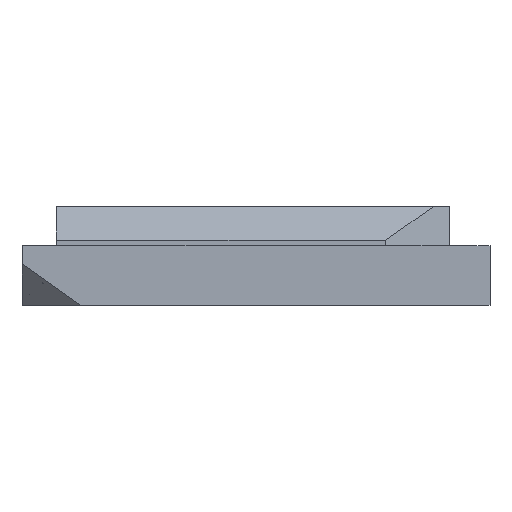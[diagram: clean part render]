
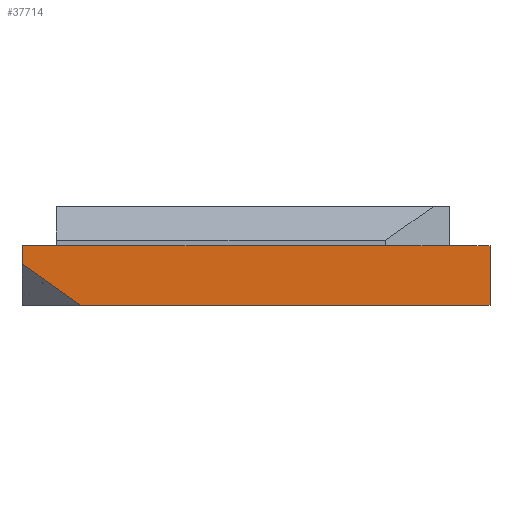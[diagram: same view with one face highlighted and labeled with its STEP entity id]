
A CAD part, left-side view. The second image highlights one B-rep face of the part: STEP entity #37714.
In plain terms, the highlighted planar face has unit normal (-1, 0, 0).
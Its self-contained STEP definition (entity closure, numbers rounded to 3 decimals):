
#71 = PLANE('',#72);
#72 = AXIS2_PLACEMENT_3D('',#73,#74,#75);
#73 = CARTESIAN_POINT('',(-1.04,-1.379,0.));
#74 = DIRECTION('',(-0.,-0.,-1.));
#75 = DIRECTION('',(-1.,0.,0.));
#10880 = PLANE('',#10881);
#10881 = AXIS2_PLACEMENT_3D('',#10882,#10883,#10884);
#10882 = CARTESIAN_POINT('',(-31.091,24.825,
    16.001));
#10883 = DIRECTION('',(0.,0.,1.));
#10884 = DIRECTION('',(1.,0.,0.));
#19578 = PLANE('',#19579);
#19579 = AXIS2_PLACEMENT_3D('',#19580,#19581,#19582);
#19580 = CARTESIAN_POINT('',(-4.03,-62.746,
    4.364));
#19581 = DIRECTION('',(0.,-1.,0.));
#19582 = DIRECTION('',(0.,0.,-1.));
#23819 = PLANE('',#23820);
#23820 = AXIS2_PLACEMENT_3D('',#23821,#23822,#23823);
#23821 = CARTESIAN_POINT('',(-0.059,62.746,
    8.405));
#23822 = DIRECTION('',(0.,1.,0.));
#23823 = DIRECTION('',(0.,0.,1.));
#24136 = VERTEX_POINT('',#24137);
#24137 = CARTESIAN_POINT('',(-55.99,62.746,
    16.001));
#24158 = EDGE_CURVE('',#24159,#24136,#24161,.T.);
#24159 = VERTEX_POINT('',#24160);
#24160 = CARTESIAN_POINT('',(-55.99,-62.746,
    16.001));
#24161 = SURFACE_CURVE('',#24162,(#24166,#24173),.PCURVE_S1.);
#24162 = LINE('',#24163,#24164);
#24163 = CARTESIAN_POINT('',(-55.99,57.344,
    16.001));
#24164 = VECTOR('',#24165,1.);
#24165 = DIRECTION('',(0.,1.,0.));
#24166 = PCURVE('',#10880,#24167);
#24167 = DEFINITIONAL_REPRESENTATION('',(#24168),#24172);
#24168 = LINE('',#24169,#24170);
#24169 = CARTESIAN_POINT('',(-24.899,32.519));
#24170 = VECTOR('',#24171,1.);
#24171 = DIRECTION('',(0.,1.));
#24172 = ( GEOMETRIC_REPRESENTATION_CONTEXT(2) 
PARAMETRIC_REPRESENTATION_CONTEXT() REPRESENTATION_CONTEXT('2D SPACE',''
  ) );
#24173 = PCURVE('',#24174,#24179);
#24174 = PLANE('',#24175);
#24175 = AXIS2_PLACEMENT_3D('',#24176,#24177,#24178);
#24176 = CARTESIAN_POINT('',(-55.99,-1.833,
    8.386));
#24177 = DIRECTION('',(-1.,-0.,-0.));
#24178 = DIRECTION('',(0.,0.,-1.));
#24179 = DEFINITIONAL_REPRESENTATION('',(#24180),#24184);
#24180 = LINE('',#24181,#24182);
#24181 = CARTESIAN_POINT('',(-7.615,-59.177));
#24182 = VECTOR('',#24183,1.);
#24183 = DIRECTION('',(0.,-1.));
#24184 = ( GEOMETRIC_REPRESENTATION_CONTEXT(2) 
PARAMETRIC_REPRESENTATION_CONTEXT() REPRESENTATION_CONTEXT('2D SPACE',''
  ) );
#33602 = EDGE_CURVE('',#33603,#24159,#33605,.T.);
#33603 = VERTEX_POINT('',#33604);
#33604 = CARTESIAN_POINT('',(-55.99,-62.746,0.));
#33605 = SURFACE_CURVE('',#33606,(#33610,#33617),.PCURVE_S1.);
#33606 = LINE('',#33607,#33608);
#33607 = CARTESIAN_POINT('',(-55.99,-62.746,0.));
#33608 = VECTOR('',#33609,1.);
#33609 = DIRECTION('',(0.,0.,1.));
#33610 = PCURVE('',#19578,#33611);
#33611 = DEFINITIONAL_REPRESENTATION('',(#33612),#33616);
#33612 = LINE('',#33613,#33614);
#33613 = CARTESIAN_POINT('',(4.364,-51.96));
#33614 = VECTOR('',#33615,1.);
#33615 = DIRECTION('',(-1.,0.));
#33616 = ( GEOMETRIC_REPRESENTATION_CONTEXT(2) 
PARAMETRIC_REPRESENTATION_CONTEXT() REPRESENTATION_CONTEXT('2D SPACE',''
  ) );
#33617 = PCURVE('',#24174,#33618);
#33618 = DEFINITIONAL_REPRESENTATION('',(#33619),#33623);
#33619 = LINE('',#33620,#33621);
#33620 = CARTESIAN_POINT('',(8.386,60.913));
#33621 = VECTOR('',#33622,1.);
#33622 = DIRECTION('',(-1.,0.));
#33623 = ( GEOMETRIC_REPRESENTATION_CONTEXT(2) 
PARAMETRIC_REPRESENTATION_CONTEXT() REPRESENTATION_CONTEXT('2D SPACE',''
  ) );
#37714 = ADVANCED_FACE('',(#37715),#24174,.T.);
#37715 = FACE_BOUND('',#37716,.T.);
#37716 = EDGE_LOOP('',(#37717,#37718,#37719,#37742,#37769));
#37717 = ORIENTED_EDGE('',*,*,#33602,.T.);
#37718 = ORIENTED_EDGE('',*,*,#24158,.T.);
#37719 = ORIENTED_EDGE('',*,*,#37720,.T.);
#37720 = EDGE_CURVE('',#24136,#37721,#37723,.T.);
#37721 = VERTEX_POINT('',#37722);
#37722 = CARTESIAN_POINT('',(-55.99,62.746,
    11.143));
#37723 = SURFACE_CURVE('',#37724,(#37728,#37735),.PCURVE_S1.);
#37724 = LINE('',#37725,#37726);
#37725 = CARTESIAN_POINT('',(-55.99,62.746,
    16.001));
#37726 = VECTOR('',#37727,1.);
#37727 = DIRECTION('',(0.,0.,-1.));
#37728 = PCURVE('',#24174,#37729);
#37729 = DEFINITIONAL_REPRESENTATION('',(#37730),#37734);
#37730 = LINE('',#37731,#37732);
#37731 = CARTESIAN_POINT('',(-7.615,-64.579));
#37732 = VECTOR('',#37733,1.);
#37733 = DIRECTION('',(1.,0.));
#37734 = ( GEOMETRIC_REPRESENTATION_CONTEXT(2) 
PARAMETRIC_REPRESENTATION_CONTEXT() REPRESENTATION_CONTEXT('2D SPACE',''
  ) );
#37735 = PCURVE('',#23819,#37736);
#37736 = DEFINITIONAL_REPRESENTATION('',(#37737),#37741);
#37737 = LINE('',#37738,#37739);
#37738 = CARTESIAN_POINT('',(7.596,-55.931));
#37739 = VECTOR('',#37740,1.);
#37740 = DIRECTION('',(-1.,0.));
#37741 = ( GEOMETRIC_REPRESENTATION_CONTEXT(2) 
PARAMETRIC_REPRESENTATION_CONTEXT() REPRESENTATION_CONTEXT('2D SPACE',''
  ) );
#37742 = ORIENTED_EDGE('',*,*,#37743,.T.);
#37743 = EDGE_CURVE('',#37721,#37744,#37746,.T.);
#37744 = VERTEX_POINT('',#37745);
#37745 = CARTESIAN_POINT('',(-55.99,46.99,0.));
#37746 = SURFACE_CURVE('',#37747,(#37751,#37758),.PCURVE_S1.);
#37747 = LINE('',#37748,#37749);
#37748 = CARTESIAN_POINT('',(-55.99,62.746,
    11.143));
#37749 = VECTOR('',#37750,1.);
#37750 = DIRECTION('',(0.,-0.816,-0.577));
#37751 = PCURVE('',#24174,#37752);
#37752 = DEFINITIONAL_REPRESENTATION('',(#37753),#37757);
#37753 = LINE('',#37754,#37755);
#37754 = CARTESIAN_POINT('',(-2.757,-64.579));
#37755 = VECTOR('',#37756,1.);
#37756 = DIRECTION('',(0.577,0.816));
#37757 = ( GEOMETRIC_REPRESENTATION_CONTEXT(2) 
PARAMETRIC_REPRESENTATION_CONTEXT() REPRESENTATION_CONTEXT('2D SPACE',''
  ) );
#37758 = PCURVE('',#37759,#37764);
#37759 = PLANE('',#37760);
#37760 = AXIS2_PLACEMENT_3D('',#37761,#37762,#37763);
#37761 = CARTESIAN_POINT('',(-50.608,57.365,
    3.532));
#37762 = DIRECTION('',(-0.5,0.5,-0.707));
#37763 = DIRECTION('',(0.,-0.816,
    -0.577));
#37764 = DEFINITIONAL_REPRESENTATION('',(#37765),#37768);
#37765 = B_SPLINE_CURVE_WITH_KNOTS('',1,(#37766,#37767),.UNSPECIFIED.,
  .F.,.F.,(2,2),(0.,19.298),.PIECEWISE_BEZIER_KNOTS.);
#37766 = CARTESIAN_POINT('',(-8.788,6.214));
#37767 = CARTESIAN_POINT('',(10.511,6.214));
#37768 = ( GEOMETRIC_REPRESENTATION_CONTEXT(2) 
PARAMETRIC_REPRESENTATION_CONTEXT() REPRESENTATION_CONTEXT('2D SPACE',''
  ) );
#37769 = ORIENTED_EDGE('',*,*,#37770,.T.);
#37770 = EDGE_CURVE('',#37744,#33603,#37771,.T.);
#37771 = SURFACE_CURVE('',#37772,(#37776,#37783),.PCURVE_S1.);
#37772 = LINE('',#37773,#37774);
#37773 = CARTESIAN_POINT('',(-55.99,-40.129,0.));
#37774 = VECTOR('',#37775,1.);
#37775 = DIRECTION('',(0.,-1.,0.));
#37776 = PCURVE('',#24174,#37777);
#37777 = DEFINITIONAL_REPRESENTATION('',(#37778),#37782);
#37778 = LINE('',#37779,#37780);
#37779 = CARTESIAN_POINT('',(8.386,38.296));
#37780 = VECTOR('',#37781,1.);
#37781 = DIRECTION('',(0.,1.));
#37782 = ( GEOMETRIC_REPRESENTATION_CONTEXT(2) 
PARAMETRIC_REPRESENTATION_CONTEXT() REPRESENTATION_CONTEXT('2D SPACE',''
  ) );
#37783 = PCURVE('',#71,#37784);
#37784 = DEFINITIONAL_REPRESENTATION('',(#37785),#37789);
#37785 = LINE('',#37786,#37787);
#37786 = CARTESIAN_POINT('',(54.95,-38.75));
#37787 = VECTOR('',#37788,1.);
#37788 = DIRECTION('',(0.,-1.));
#37789 = ( GEOMETRIC_REPRESENTATION_CONTEXT(2) 
PARAMETRIC_REPRESENTATION_CONTEXT() REPRESENTATION_CONTEXT('2D SPACE',''
  ) );
